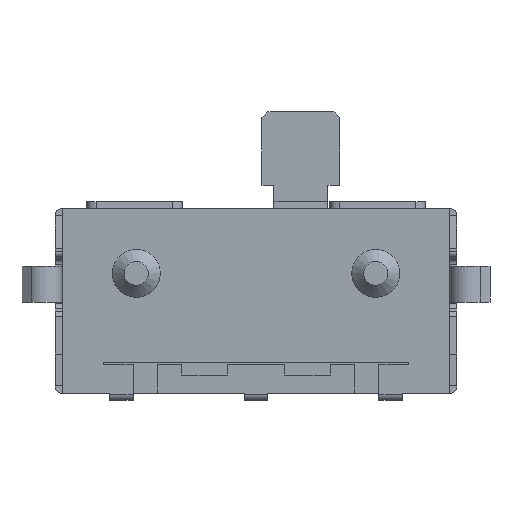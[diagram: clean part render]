
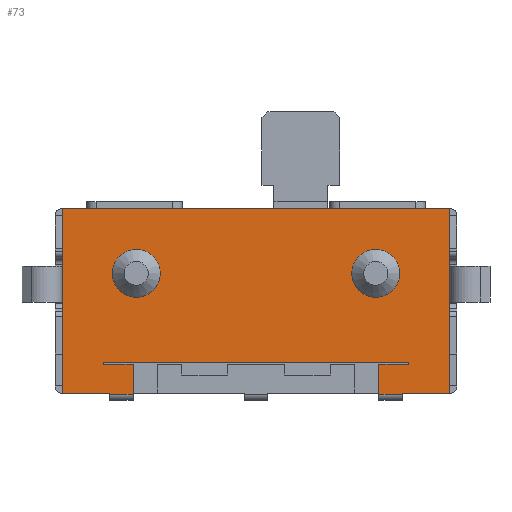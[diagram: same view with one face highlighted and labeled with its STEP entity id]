
A CAD part, front view. The second image highlights one B-rep face of the part: STEP entity #73.
In plain terms, the highlighted planar face has unit normal (0, -1, 0).
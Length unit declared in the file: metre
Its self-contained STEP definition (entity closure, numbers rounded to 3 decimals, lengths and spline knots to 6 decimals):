
#73 = ADVANCED_FACE( '', ( #409, #410, #411 ), #412, .F. );
#409 = FACE_OUTER_BOUND( '', #1032, .T. );
#410 = FACE_BOUND( '', #1033, .T. );
#411 = FACE_BOUND( '', #1034, .T. );
#412 = PLANE( '', #1035 );
#1032 = EDGE_LOOP( '', ( #1870, #1871, #1872, #1873, #1874, #1875, #1876, #1877, #1878, #1879, #1880, #1881, #1882, #1883, #1884, #1885 ) );
#1033 = EDGE_LOOP( '', ( #1886 ) );
#1034 = EDGE_LOOP( '', ( #1887 ) );
#1035 = AXIS2_PLACEMENT_3D( '', #1888, #1889, #1890 );
#1870 = ORIENTED_EDGE( '', *, *, #4292, .F. );
#1871 = ORIENTED_EDGE( '', *, *, #4451, .F. );
#1872 = ORIENTED_EDGE( '', *, *, #4452, .F. );
#1873 = ORIENTED_EDGE( '', *, *, #4380, .T. );
#1874 = ORIENTED_EDGE( '', *, *, #4453, .F. );
#1875 = ORIENTED_EDGE( '', *, *, #4454, .F. );
#1876 = ORIENTED_EDGE( '', *, *, #4455, .T. );
#1877 = ORIENTED_EDGE( '', *, *, #4456, .F. );
#1878 = ORIENTED_EDGE( '', *, *, #4457, .T. );
#1879 = ORIENTED_EDGE( '', *, *, #4458, .F. );
#1880 = ORIENTED_EDGE( '', *, *, #4459, .F. );
#1881 = ORIENTED_EDGE( '', *, *, #4460, .F. );
#1882 = ORIENTED_EDGE( '', *, *, #4461, .T. );
#1883 = ORIENTED_EDGE( '', *, *, #4462, .F. );
#1884 = ORIENTED_EDGE( '', *, *, #4463, .T. );
#1885 = ORIENTED_EDGE( '', *, *, #4390, .T. );
#1886 = ORIENTED_EDGE( '', *, *, #4464, .F. );
#1887 = ORIENTED_EDGE( '', *, *, #4465, .F. );
#1888 = CARTESIAN_POINT( '', ( 0., 0., 0. ) );
#1889 = DIRECTION( '', ( 0., 1., 0. ) );
#1890 = DIRECTION( '', ( 1., 0., 0. ) );
#4292 = EDGE_CURVE( '', #5182, #5184, #5185, .T. );
#4380 = EDGE_CURVE( '', #5356, #5354, #5357, .T. );
#4390 = EDGE_CURVE( '', #5374, #5184, #5375, .T. );
#4451 = EDGE_CURVE( '', #5488, #5182, #5489, .T. );
#4452 = EDGE_CURVE( '', #5356, #5488, #5490, .T. );
#4453 = EDGE_CURVE( '', #5491, #5354, #5492, .T. );
#4454 = EDGE_CURVE( '', #5493, #5491, #5494, .T. );
#4455 = EDGE_CURVE( '', #5493, #5495, #5496, .T. );
#4456 = EDGE_CURVE( '', #5497, #5495, #5498, .T. );
#4457 = EDGE_CURVE( '', #5497, #5499, #5500, .T. );
#4458 = EDGE_CURVE( '', #5501, #5499, #5502, .T. );
#4459 = EDGE_CURVE( '', #5503, #5501, #5504, .T. );
#4460 = EDGE_CURVE( '', #5505, #5503, #5506, .T. );
#4461 = EDGE_CURVE( '', #5505, #5507, #5508, .T. );
#4462 = EDGE_CURVE( '', #5509, #5507, #5510, .T. );
#4463 = EDGE_CURVE( '', #5509, #5374, #5511, .T. );
#4464 = EDGE_CURVE( '', #5512, #5512, #5513, .T. );
#4465 = EDGE_CURVE( '', #5514, #5514, #5515, .T. );
#5182 = VERTEX_POINT( '', #6640 );
#5184 = VERTEX_POINT( '', #6643 );
#5185 = LINE( '', #6644, #6645 );
#5354 = VERTEX_POINT( '', #6904 );
#5356 = VERTEX_POINT( '', #6907 );
#5357 = LINE( '', #6908, #6909 );
#5374 = VERTEX_POINT( '', #6935 );
#5375 = LINE( '', #6936, #6937 );
#5488 = VERTEX_POINT( '', #7095 );
#5489 = LINE( '', #7096, #7097 );
#5490 = LINE( '', #7098, #7099 );
#5491 = VERTEX_POINT( '', #7100 );
#5492 = LINE( '', #7101, #7102 );
#5493 = VERTEX_POINT( '', #7103 );
#5494 = LINE( '', #7104, #7105 );
#5495 = VERTEX_POINT( '', #7106 );
#5496 = LINE( '', #7107, #7108 );
#5497 = VERTEX_POINT( '', #7109 );
#5498 = LINE( '', #7110, #7111 );
#5499 = VERTEX_POINT( '', #7112 );
#5500 = LINE( '', #7113, #7114 );
#5501 = VERTEX_POINT( '', #7115 );
#5502 = LINE( '', #7116, #7117 );
#5503 = VERTEX_POINT( '', #7118 );
#5504 = LINE( '', #7119, #7120 );
#5505 = VERTEX_POINT( '', #7121 );
#5506 = LINE( '', #7122, #7123 );
#5507 = VERTEX_POINT( '', #7124 );
#5508 = LINE( '', #7125, #7126 );
#5509 = VERTEX_POINT( '', #7127 );
#5510 = LINE( '', #7128, #7129 );
#5511 = LINE( '', #7130, #7131 );
#5512 = VERTEX_POINT( '', #7132 );
#5513 = CIRCLE( '', #7133, 0.0004 );
#5514 = VERTEX_POINT( '', #7134 );
#5515 = CIRCLE( '', #7135, 0.0004 );
#6640 = CARTESIAN_POINT( '', ( 0.00323, 0., 0.00148 ) );
#6643 = CARTESIAN_POINT( '', ( 0.00323, 0., -0.0016 ) );
#6644 = CARTESIAN_POINT( '', ( 0.00323, 0., 0.00148 ) );
#6645 = VECTOR( '', #8846, 1. );
#6904 = CARTESIAN_POINT( '', ( -0.00245, 0., -0.0016 ) );
#6907 = CARTESIAN_POINT( '', ( -0.00323, 0., -0.0016 ) );
#6908 = CARTESIAN_POINT( '', ( -0.00323, 0., -0.0016 ) );
#6909 = VECTOR( '', #8947, 1. );
#6935 = CARTESIAN_POINT( '', ( 0.00245, 0., -0.0016 ) );
#6936 = CARTESIAN_POINT( '', ( 0.00245, 0., -0.0016 ) );
#6937 = VECTOR( '', #8957, 1. );
#7095 = CARTESIAN_POINT( '', ( -0.00323, 0., 0.00148 ) );
#7096 = CARTESIAN_POINT( '', ( -0.00323, 0., 0.00148 ) );
#7097 = VECTOR( '', #9044, 1. );
#7098 = CARTESIAN_POINT( '', ( -0.00323, 0., -0.0016 ) );
#7099 = VECTOR( '', #9045, 1. );
#7100 = CARTESIAN_POINT( '', ( -0.00245, 0., -0.00162 ) );
#7101 = CARTESIAN_POINT( '', ( -0.00245, 0., -0.00162 ) );
#7102 = VECTOR( '', #9046, 1. );
#7103 = CARTESIAN_POINT( '', ( -0.00205, 0., -0.00162 ) );
#7104 = CARTESIAN_POINT( '', ( -0.00205, 0., -0.00162 ) );
#7105 = VECTOR( '', #9047, 1. );
#7106 = CARTESIAN_POINT( '', ( -0.00205, 0., -0.00112 ) );
#7107 = CARTESIAN_POINT( '', ( -0.00205, 0., -0.00162 ) );
#7108 = VECTOR( '', #9048, 1. );
#7109 = CARTESIAN_POINT( '', ( -0.00255, 0., -0.00112 ) );
#7110 = CARTESIAN_POINT( '', ( -0.00255, 0., -0.00112 ) );
#7111 = VECTOR( '', #9049, 1. );
#7112 = CARTESIAN_POINT( '', ( -0.00255, 0., -0.001081 ) );
#7113 = CARTESIAN_POINT( '', ( -0.00255, 0., -0.00112 ) );
#7114 = VECTOR( '', #9050, 1. );
#7115 = CARTESIAN_POINT( '', ( 0.00255, 0., -0.001081 ) );
#7116 = CARTESIAN_POINT( '', ( 0.00255, 0., -0.001081 ) );
#7117 = VECTOR( '', #9051, 1. );
#7118 = CARTESIAN_POINT( '', ( 0.00255, 0., -0.00112 ) );
#7119 = CARTESIAN_POINT( '', ( 0.00255, 0., -0.00112 ) );
#7120 = VECTOR( '', #9052, 1. );
#7121 = CARTESIAN_POINT( '', ( 0.00205, 0., -0.00112 ) );
#7122 = CARTESIAN_POINT( '', ( 0.00205, 0., -0.00112 ) );
#7123 = VECTOR( '', #9053, 1. );
#7124 = CARTESIAN_POINT( '', ( 0.00205, 0., -0.00162 ) );
#7125 = CARTESIAN_POINT( '', ( 0.00205, 0., -0.00112 ) );
#7126 = VECTOR( '', #9054, 1. );
#7127 = CARTESIAN_POINT( '', ( 0.00245, 0., -0.00162 ) );
#7128 = CARTESIAN_POINT( '', ( 0.00245, 0., -0.00162 ) );
#7129 = VECTOR( '', #9055, 1. );
#7130 = CARTESIAN_POINT( '', ( 0.00245, 0., -0.00162 ) );
#7131 = VECTOR( '', #9056, 1. );
#7132 = CARTESIAN_POINT( '', ( 0.0024, 0., 0.0004 ) );
#7133 = AXIS2_PLACEMENT_3D( '', #9057, #9058, #9059 );
#7134 = CARTESIAN_POINT( '', ( -0.0016, 0., 0.0004 ) );
#7135 = AXIS2_PLACEMENT_3D( '', #9060, #9061, #9062 );
#8846 = DIRECTION( '', ( 0., 0., -1. ) );
#8947 = DIRECTION( '', ( 1., 0., 0. ) );
#8957 = DIRECTION( '', ( 1., 0., 0. ) );
#9044 = DIRECTION( '', ( 1., 0., 0. ) );
#9045 = DIRECTION( '', ( 0., 0., 1. ) );
#9046 = DIRECTION( '', ( 0., 0., 1. ) );
#9047 = DIRECTION( '', ( -1., 0., 0. ) );
#9048 = DIRECTION( '', ( 0., 0., 1. ) );
#9049 = DIRECTION( '', ( 1., 0., 0. ) );
#9050 = DIRECTION( '', ( 0., 0., 1. ) );
#9051 = DIRECTION( '', ( -1., 0., 0. ) );
#9052 = DIRECTION( '', ( 0., 0., 1. ) );
#9053 = DIRECTION( '', ( 1., 0., 0. ) );
#9054 = DIRECTION( '', ( 0., 0., -1. ) );
#9055 = DIRECTION( '', ( -1., 0., 0. ) );
#9056 = DIRECTION( '', ( 0., 0., 1. ) );
#9057 = CARTESIAN_POINT( '', ( 0.002, 0., 0.0004 ) );
#9058 = DIRECTION( '', ( 0., -1., 0. ) );
#9059 = DIRECTION( '', ( 1., 0., 0. ) );
#9060 = CARTESIAN_POINT( '', ( -0.002, 0., 0.0004 ) );
#9061 = DIRECTION( '', ( 0., -1., 0. ) );
#9062 = DIRECTION( '', ( 1., 0., 0. ) );
